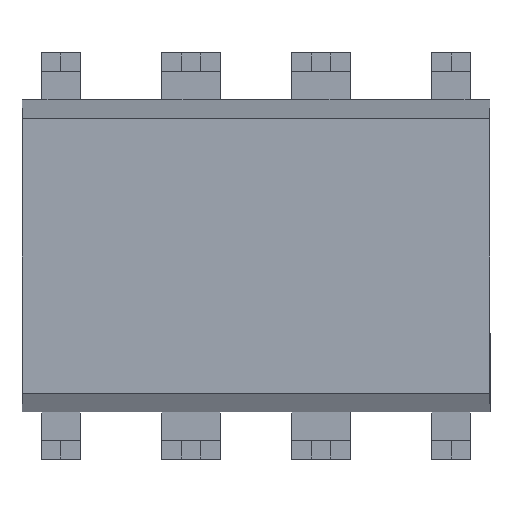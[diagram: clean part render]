
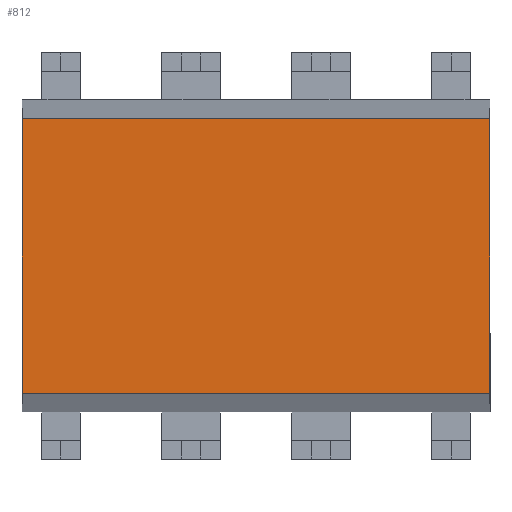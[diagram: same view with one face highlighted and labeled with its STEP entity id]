
A CAD part, front view. The second image highlights one B-rep face of the part: STEP entity #812.
In plain terms, the highlighted planar face has unit normal (0, -1, 0).
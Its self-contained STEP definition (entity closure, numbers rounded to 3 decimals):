
#127 = EDGE_CURVE ( 'NONE', #495, #3142, #1823, .T. ) ;
#185 = LINE ( 'NONE', #715, #1984 ) ;
#246 = VERTEX_POINT ( 'NONE', #1734 ) ;
#390 = ORIENTED_EDGE ( 'NONE', *, *, #645, .T. ) ;
#401 = DIRECTION ( 'NONE',  ( 1., 0., 0. ) ) ;
#495 = VERTEX_POINT ( 'NONE', #1220 ) ;
#533 = VECTOR ( 'NONE', #401, 1000. ) ;
#540 = PLANE ( 'NONE',  #1978 ) ;
#645 = EDGE_CURVE ( 'NONE', #3010, #246, #2760, .T. ) ;
#715 = CARTESIAN_POINT ( 'NONE',  ( -4.626, -1.875, 8.637 ) ) ;
#812 = ADVANCED_FACE ( 'NONE', ( #3897 ), #540, .T. ) ;
#1071 = EDGE_CURVE ( 'NONE', #246, #495, #185, .T. ) ;
#1072 = CARTESIAN_POINT ( 'NONE',  ( 4.524, -1.875, 9. ) ) ;
#1142 = EDGE_LOOP ( 'NONE', ( #3543, #4037, #3344, #390 ) ) ;
#1220 = CARTESIAN_POINT ( 'NONE',  ( -4.626, -1.875, 8.637 ) ) ;
#1541 = CARTESIAN_POINT ( 'NONE',  ( -4.626, -1.875, 9. ) ) ;
#1734 = CARTESIAN_POINT ( 'NONE',  ( 4.524, -1.875, 8.637 ) ) ;
#1823 = LINE ( 'NONE', #3270, #3234 ) ;
#1896 = DIRECTION ( 'NONE',  ( -1., 0., 0. ) ) ;
#1978 = AXIS2_PLACEMENT_3D ( 'NONE', #1541, #2291, #2618 ) ;
#1984 = VECTOR ( 'NONE', #1896, 1000. ) ;
#2052 = EDGE_CURVE ( 'NONE', #3142, #3010, #2847, .T. ) ;
#2291 = DIRECTION ( 'NONE',  ( 0., -1., 0. ) ) ;
#2618 = DIRECTION ( 'NONE',  ( 0., 0., -1. ) ) ;
#2760 = LINE ( 'NONE', #1072, #3649 ) ;
#2847 = LINE ( 'NONE', #3916, #533 ) ;
#2876 = DIRECTION ( 'NONE',  ( 0., 0., -1. ) ) ;
#3010 = VERTEX_POINT ( 'NONE', #3677 ) ;
#3142 = VERTEX_POINT ( 'NONE', #3568 ) ;
#3234 = VECTOR ( 'NONE', #2876, 1000. ) ;
#3270 = CARTESIAN_POINT ( 'NONE',  ( -4.626, -1.875, 9. ) ) ;
#3344 = ORIENTED_EDGE ( 'NONE', *, *, #2052, .T. ) ;
#3543 = ORIENTED_EDGE ( 'NONE', *, *, #1071, .T. ) ;
#3568 = CARTESIAN_POINT ( 'NONE',  ( -4.626, -1.875, 3.263 ) ) ;
#3649 = VECTOR ( 'NONE', #3828, 1000. ) ;
#3677 = CARTESIAN_POINT ( 'NONE',  ( 4.524, -1.875, 3.263 ) ) ;
#3828 = DIRECTION ( 'NONE',  ( 0., 0., 1. ) ) ;
#3897 = FACE_OUTER_BOUND ( 'NONE', #1142, .T. ) ;
#3916 = CARTESIAN_POINT ( 'NONE',  ( -4.626, -1.875, 3.263 ) ) ;
#4037 = ORIENTED_EDGE ( 'NONE', *, *, #127, .T. ) ;
